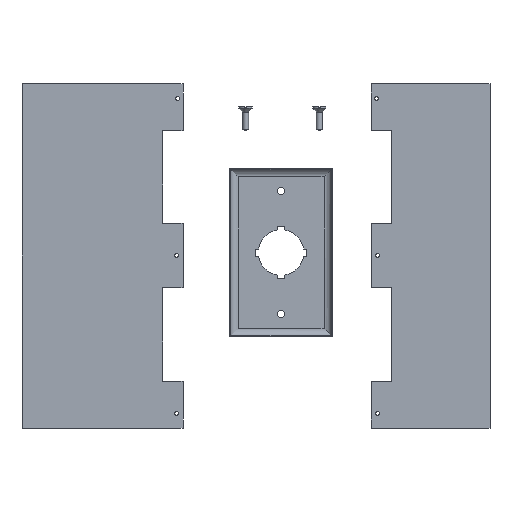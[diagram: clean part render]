
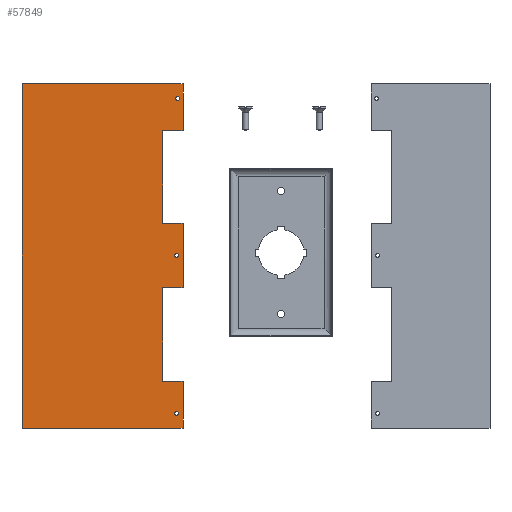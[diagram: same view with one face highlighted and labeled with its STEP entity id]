
A CAD part, top view. The second image highlights one B-rep face of the part: STEP entity #57849.
In plain terms, the highlighted face is planar.
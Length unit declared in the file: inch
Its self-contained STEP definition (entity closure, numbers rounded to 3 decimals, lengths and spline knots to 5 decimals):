
#57464=CARTESIAN_POINT('',(0.3915,4.125,0.));
#57465=DIRECTION('',(0.,0.,-1.));
#57466=DIRECTION('',(1.,0.,0.));
#57467=AXIS2_PLACEMENT_3D('',#57464,#57465,#57466);
#57469=CARTESIAN_POINT('',(0.3915,4.125,0.));
#57470=DIRECTION('',(0.,0.,-1.));
#57471=DIRECTION('',(-1.,0.,0.));
#57472=AXIS2_PLACEMENT_3D('',#57469,#57470,#57471);
#57474=CARTESIAN_POINT('',(4.6095,4.125,0.));
#57475=DIRECTION('',(0.,0.,-1.));
#57476=DIRECTION('',(1.,0.,0.));
#57477=AXIS2_PLACEMENT_3D('',#57474,#57475,#57476);
#57479=CARTESIAN_POINT('',(4.6095,4.125,0.));
#57480=DIRECTION('',(0.,0.,-1.));
#57481=DIRECTION('',(-1.,0.,0.));
#57482=AXIS2_PLACEMENT_3D('',#57479,#57480,#57481);
#57484=CARTESIAN_POINT('',(8.7965,4.157,0.));
#57485=DIRECTION('',(0.,0.,-1.));
#57486=DIRECTION('',(1.,0.,0.));
#57487=AXIS2_PLACEMENT_3D('',#57484,#57485,#57486);
#57489=CARTESIAN_POINT('',(8.7965,4.157,0.));
#57490=DIRECTION('',(0.,0.,-1.));
#57491=DIRECTION('',(-1.,0.,0.));
#57492=AXIS2_PLACEMENT_3D('',#57489,#57490,#57491);
#57494=DIRECTION('',(1.,0.,0.));
#57495=VECTOR('',#57494,9.1875);
#57496=CARTESIAN_POINT('',(0.,0.,0.));
#57497=LINE('',#57496,#57495);
#57498=DIRECTION('',(0.,1.,0.));
#57499=VECTOR('',#57498,3.75);
#57500=CARTESIAN_POINT('',(9.1875,0.,0.));
#57501=LINE('',#57500,#57499);
#57502=DIRECTION('',(0.,1.,0.));
#57503=VECTOR('',#57502,0.547);
#57504=CARTESIAN_POINT('',(9.1875,3.75,0.));
#57505=LINE('',#57504,#57503);
#57506=DIRECTION('',(-1.,0.,0.));
#57507=VECTOR('',#57506,1.25);
#57508=CARTESIAN_POINT('',(9.1875,4.297,0.));
#57509=LINE('',#57508,#57507);
#57510=DIRECTION('',(0.,-1.,0.));
#57511=VECTOR('',#57510,0.547);
#57512=CARTESIAN_POINT('',(7.9375,4.297,0.));
#57513=LINE('',#57512,#57511);
#57514=DIRECTION('',(-1.,0.,0.));
#57515=VECTOR('',#57514,2.469);
#57516=CARTESIAN_POINT('',(7.9375,3.75,0.));
#57517=LINE('',#57516,#57515);
#57518=DIRECTION('',(0.,1.,0.));
#57519=VECTOR('',#57518,0.547);
#57520=CARTESIAN_POINT('',(5.4685,3.75,0.));
#57521=LINE('',#57520,#57519);
#57522=DIRECTION('',(-1.,0.,0.));
#57523=VECTOR('',#57522,1.718);
#57524=CARTESIAN_POINT('',(5.4685,4.297,0.));
#57525=LINE('',#57524,#57523);
#57526=DIRECTION('',(0.,-1.,0.));
#57527=VECTOR('',#57526,0.547);
#57528=CARTESIAN_POINT('',(3.7505,4.297,0.));
#57529=LINE('',#57528,#57527);
#57530=DIRECTION('',(-1.,0.,0.));
#57531=VECTOR('',#57530,2.5);
#57532=CARTESIAN_POINT('',(3.7505,3.75,0.));
#57533=LINE('',#57532,#57531);
#57534=DIRECTION('',(0.,1.,0.));
#57535=VECTOR('',#57534,0.547);
#57536=CARTESIAN_POINT('',(1.2505,3.75,0.));
#57537=LINE('',#57536,#57535);
#57538=DIRECTION('',(-1.,0.,0.));
#57539=VECTOR('',#57538,1.2505);
#57540=CARTESIAN_POINT('',(1.2505,4.297,0.));
#57541=LINE('',#57540,#57539);
#57542=DIRECTION('',(0.,-1.,0.));
#57543=VECTOR('',#57542,0.547);
#57544=CARTESIAN_POINT('',(0.,4.297,0.));
#57545=LINE('',#57544,#57543);
#57546=DIRECTION('',(0.,-1.,0.));
#57547=VECTOR('',#57546,3.75);
#57548=CARTESIAN_POINT('',(0.,3.75,0.));
#57549=LINE('',#57548,#57547);
#57716=CARTESIAN_POINT('',(0.4435,4.125,0.));
#57717=CARTESIAN_POINT('',(0.3395,4.125,0.));
#57718=VERTEX_POINT('',#57716);
#57719=VERTEX_POINT('',#57717);
#57720=CARTESIAN_POINT('',(4.6615,4.125,0.));
#57721=CARTESIAN_POINT('',(4.5575,4.125,0.));
#57722=VERTEX_POINT('',#57720);
#57723=VERTEX_POINT('',#57721);
#57724=CARTESIAN_POINT('',(8.8485,4.157,0.));
#57725=CARTESIAN_POINT('',(8.7445,4.157,0.));
#57726=VERTEX_POINT('',#57724);
#57727=VERTEX_POINT('',#57725);
#57728=CARTESIAN_POINT('',(0.,0.,0.));
#57729=CARTESIAN_POINT('',(9.1875,0.,0.));
#57730=VERTEX_POINT('',#57728);
#57731=VERTEX_POINT('',#57729);
#57732=CARTESIAN_POINT('',(9.1875,3.75,0.));
#57733=VERTEX_POINT('',#57732);
#57734=CARTESIAN_POINT('',(9.1875,4.297,0.));
#57735=VERTEX_POINT('',#57734);
#57736=CARTESIAN_POINT('',(7.9375,4.297,0.));
#57737=VERTEX_POINT('',#57736);
#57738=CARTESIAN_POINT('',(7.9375,3.75,0.));
#57739=VERTEX_POINT('',#57738);
#57740=CARTESIAN_POINT('',(5.4685,3.75,0.));
#57741=VERTEX_POINT('',#57740);
#57742=CARTESIAN_POINT('',(5.4685,4.297,0.));
#57743=VERTEX_POINT('',#57742);
#57744=CARTESIAN_POINT('',(3.7505,4.297,0.));
#57745=VERTEX_POINT('',#57744);
#57746=CARTESIAN_POINT('',(3.7505,3.75,0.));
#57747=VERTEX_POINT('',#57746);
#57748=CARTESIAN_POINT('',(1.2505,3.75,0.));
#57749=VERTEX_POINT('',#57748);
#57750=CARTESIAN_POINT('',(1.2505,4.297,0.));
#57751=VERTEX_POINT('',#57750);
#57752=CARTESIAN_POINT('',(0.,4.297,0.));
#57753=VERTEX_POINT('',#57752);
#57754=CARTESIAN_POINT('',(0.,3.75,0.));
#57755=VERTEX_POINT('',#57754);
#57796=CARTESIAN_POINT('',(0.,0.,0.));
#57797=DIRECTION('',(0.,0.,1.));
#57798=DIRECTION('',(1.,0.,0.));
#57799=AXIS2_PLACEMENT_3D('',#57796,#57797,#57798);
#57800=PLANE('',#57799);
#57802=ORIENTED_EDGE('',*,*,#57801,.T.);
#57804=ORIENTED_EDGE('',*,*,#57803,.T.);
#57806=ORIENTED_EDGE('',*,*,#57805,.T.);
#57808=ORIENTED_EDGE('',*,*,#57807,.T.);
#57810=ORIENTED_EDGE('',*,*,#57809,.T.);
#57812=ORIENTED_EDGE('',*,*,#57811,.T.);
#57814=ORIENTED_EDGE('',*,*,#57813,.T.);
#57816=ORIENTED_EDGE('',*,*,#57815,.T.);
#57818=ORIENTED_EDGE('',*,*,#57817,.T.);
#57820=ORIENTED_EDGE('',*,*,#57819,.T.);
#57822=ORIENTED_EDGE('',*,*,#57821,.T.);
#57824=ORIENTED_EDGE('',*,*,#57823,.T.);
#57826=ORIENTED_EDGE('',*,*,#57825,.T.);
#57828=ORIENTED_EDGE('',*,*,#57827,.T.);
#57829=EDGE_LOOP('',(#57802,#57804,#57806,#57808,#57810,#57812,#57814,#57816,
#57818,#57820,#57822,#57824,#57826,#57828));
#57830=FACE_OUTER_BOUND('',#57829,.F.);
#57832=ORIENTED_EDGE('',*,*,#57831,.T.);
#57834=ORIENTED_EDGE('',*,*,#57833,.T.);
#57835=EDGE_LOOP('',(#57832,#57834));
#57836=FACE_BOUND('',#57835,.F.);
#57838=ORIENTED_EDGE('',*,*,#57837,.T.);
#57840=ORIENTED_EDGE('',*,*,#57839,.T.);
#57841=EDGE_LOOP('',(#57838,#57840));
#57842=FACE_BOUND('',#57841,.F.);
#57844=ORIENTED_EDGE('',*,*,#57843,.T.);
#57846=ORIENTED_EDGE('',*,*,#57845,.T.);
#57847=EDGE_LOOP('',(#57844,#57846));
#57848=FACE_BOUND('',#57847,.F.);
#57468=CIRCLE('',#57467,0.052);
#57473=CIRCLE('',#57472,0.052);
#57478=CIRCLE('',#57477,0.052);
#57483=CIRCLE('',#57482,0.052);
#57488=CIRCLE('',#57487,0.052);
#57493=CIRCLE('',#57492,0.052);
#57801=EDGE_CURVE('',#57730,#57731,#57497,.T.);
#57803=EDGE_CURVE('',#57731,#57733,#57501,.T.);
#57805=EDGE_CURVE('',#57733,#57735,#57505,.T.);
#57807=EDGE_CURVE('',#57735,#57737,#57509,.T.);
#57809=EDGE_CURVE('',#57737,#57739,#57513,.T.);
#57811=EDGE_CURVE('',#57739,#57741,#57517,.T.);
#57813=EDGE_CURVE('',#57741,#57743,#57521,.T.);
#57815=EDGE_CURVE('',#57743,#57745,#57525,.T.);
#57817=EDGE_CURVE('',#57745,#57747,#57529,.T.);
#57819=EDGE_CURVE('',#57747,#57749,#57533,.T.);
#57821=EDGE_CURVE('',#57749,#57751,#57537,.T.);
#57823=EDGE_CURVE('',#57751,#57753,#57541,.T.);
#57825=EDGE_CURVE('',#57753,#57755,#57545,.T.);
#57827=EDGE_CURVE('',#57755,#57730,#57549,.T.);
#57831=EDGE_CURVE('',#57722,#57723,#57478,.T.);
#57833=EDGE_CURVE('',#57723,#57722,#57483,.T.);
#57837=EDGE_CURVE('',#57726,#57727,#57488,.T.);
#57839=EDGE_CURVE('',#57727,#57726,#57493,.T.);
#57843=EDGE_CURVE('',#57718,#57719,#57468,.T.);
#57845=EDGE_CURVE('',#57719,#57718,#57473,.T.);
#57849=ADVANCED_FACE('',(#57830,#57836,#57842,#57848),#57800,.F.);
